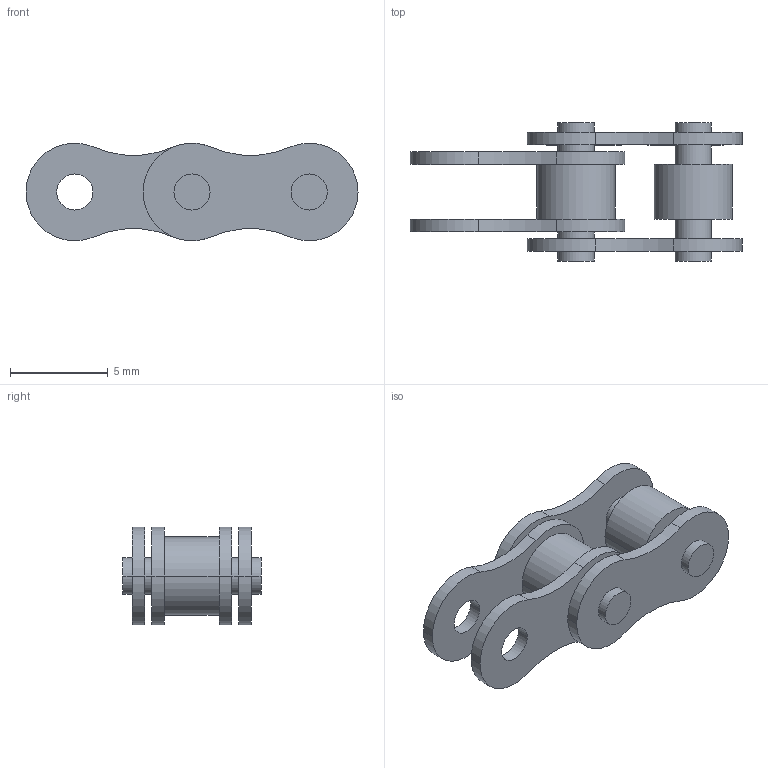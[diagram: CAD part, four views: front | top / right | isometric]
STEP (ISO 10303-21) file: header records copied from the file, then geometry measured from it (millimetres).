
FILE_DESCRIPTION (( 'STEP AP203' ), '1' );
FILE_NAME ('56-000-0.stp', '2022-02-07T20:36:19', ( '' ), ( '' ), 'SwSTEP 2.0', 'SolidWorks 2021', '' );
FILE_SCHEMA (( 'CONFIG_CONTROL_DESIGN' ));
Length unit declared in the file: millimetre
Products named in the file (1): 56-000-0
Bounding box: 17 x 7.08 x 4.98 mm (x, y, z)
Volume: 197.6 mm3; surface area: 509.3 mm2
Topology: 1 solids, 1 shells, 62 faces, 144 edges, 96 vertices
Faces by surface type: cylinder 48, plane 14
Entity records: 1929 total; most frequent: CARTESIAN_POINT 351, DIRECTION 350, ORIENTED_EDGE 288, AXIS2_PLACEMENT_3D 159, EDGE_CURVE 144, VERTEX_POINT 96, CIRCLE 96, EDGE_LOOP 80
